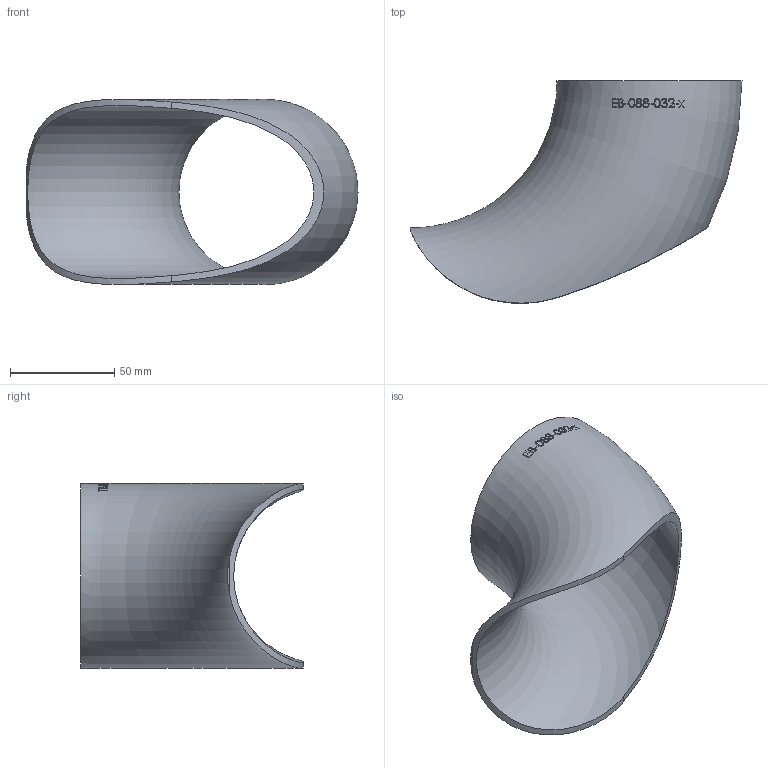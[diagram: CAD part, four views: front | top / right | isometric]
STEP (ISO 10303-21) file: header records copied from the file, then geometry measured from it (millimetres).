
FILE_DESCRIPTION (( 'STEP AP214' ), '1' );
FILE_NAME ('EB-088-032-x Einschweissbogen 2210.STEP', '2022-10-10T08:37:59', ( '' ), ( '' ), 'SwSTEP 2.0', 'SolidWorks 2019', '' );
FILE_SCHEMA (( 'AUTOMOTIVE_DESIGN' ));
Length unit declared in the file: millimetre
Products named in the file (1): EB-088-032-x Einschweissbogen 2210
Bounding box: 159.45 x 106.9 x 88.9 mm (x, y, z)
Volume: 86754.3 mm3; surface area: 62060.2 mm2
Topology: 1 solids, 1 shells, 161 faces, 431 edges, 291 vertices
Faces by surface type: bspline 136, torus 22, plane 2, cylinder 1
Entity records: 25425 total; most frequent: CARTESIAN_POINT 20992, ORIENTED_EDGE 854, EDGE_CURVE 427, B_SPLINE_CURVE_WITH_KNOTS 422, VERTEX_POINT 289, EDGE_LOOP 184, FACE_OUTER_BOUND 163, ADVANCED_FACE 161
